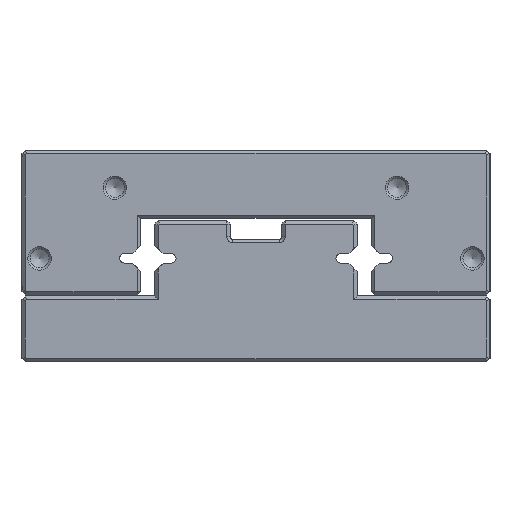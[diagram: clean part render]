
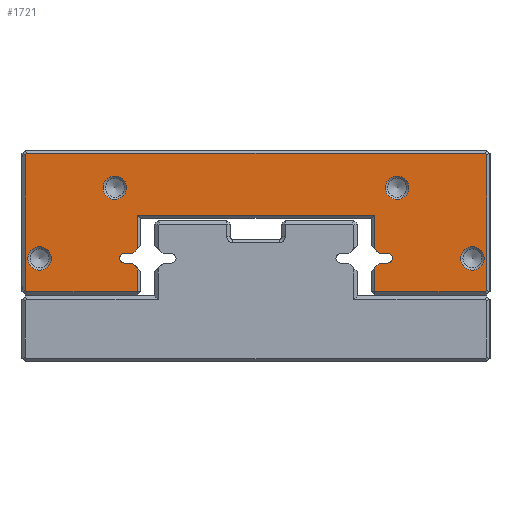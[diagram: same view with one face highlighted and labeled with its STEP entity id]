
A CAD part, left-side view. The second image highlights one B-rep face of the part: STEP entity #1721.
In plain terms, the highlighted planar face has unit normal (-1, 0, 0).
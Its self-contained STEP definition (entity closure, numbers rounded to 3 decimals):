
#841=FACE_BOUND('',#3580,.T.);
#842=FACE_BOUND('',#3581,.T.);
#843=FACE_BOUND('',#3582,.T.);
#844=FACE_BOUND('',#3583,.T.);
#845=FACE_BOUND('',#3584,.T.);
#1292=CIRCLE('',#12001,1.);
#1307=CIRCLE('',#12024,1.);
#1313=CIRCLE('',#12036,2.5);
#1314=CIRCLE('',#12037,2.5);
#1315=CIRCLE('',#12038,2.5);
#1316=CIRCLE('',#12039,2.5);
#1721=ADVANCED_FACE('',(#841,#842,#843,#844,#845),#2365,.T.);
#2365=PLANE('',#12040);
#3580=EDGE_LOOP('',(#5467,#5468,#5469,#5470,#5471,#5472,#5473,#5474,#5475,
#5476,#5477,#5478,#5479,#5480,#5481,#5482,#5483,#5484,#5485,#5486,#5487,
#5488,#5489,#5490));
#3581=EDGE_LOOP('',(#5491));
#3582=EDGE_LOOP('',(#5492));
#3583=EDGE_LOOP('',(#5493));
#3584=EDGE_LOOP('',(#5494));
#5467=ORIENTED_EDGE('',*,*,#8841,.F.);
#5468=ORIENTED_EDGE('',*,*,#8882,.T.);
#5469=ORIENTED_EDGE('',*,*,#8883,.T.);
#5470=ORIENTED_EDGE('',*,*,#8884,.T.);
#5471=ORIENTED_EDGE('',*,*,#8794,.F.);
#5472=ORIENTED_EDGE('',*,*,#8788,.F.);
#5473=ORIENTED_EDGE('',*,*,#8785,.F.);
#5474=ORIENTED_EDGE('',*,*,#8782,.F.);
#5475=ORIENTED_EDGE('',*,*,#8780,.F.);
#5476=ORIENTED_EDGE('',*,*,#8885,.T.);
#5477=ORIENTED_EDGE('',*,*,#8886,.T.);
#5478=ORIENTED_EDGE('',*,*,#8887,.T.);
#5479=ORIENTED_EDGE('',*,*,#8888,.T.);
#5480=ORIENTED_EDGE('',*,*,#8889,.T.);
#5481=ORIENTED_EDGE('',*,*,#8890,.T.);
#5482=ORIENTED_EDGE('',*,*,#8891,.T.);
#5483=ORIENTED_EDGE('',*,*,#8892,.T.);
#5484=ORIENTED_EDGE('',*,*,#8893,.T.);
#5485=ORIENTED_EDGE('',*,*,#8894,.T.);
#5486=ORIENTED_EDGE('',*,*,#8895,.T.);
#5487=ORIENTED_EDGE('',*,*,#8855,.F.);
#5488=ORIENTED_EDGE('',*,*,#8849,.F.);
#5489=ORIENTED_EDGE('',*,*,#8846,.F.);
#5490=ORIENTED_EDGE('',*,*,#8843,.F.);
#5491=ORIENTED_EDGE('',*,*,#8896,.T.);
#5492=ORIENTED_EDGE('',*,*,#8897,.T.);
#5493=ORIENTED_EDGE('',*,*,#8898,.T.);
#5494=ORIENTED_EDGE('',*,*,#8899,.T.);
#7590=VERTEX_POINT('',#17370);
#7591=VERTEX_POINT('',#17372);
#7592=VERTEX_POINT('',#17376);
#7594=VERTEX_POINT('',#17382);
#7596=VERTEX_POINT('',#17388);
#7601=VERTEX_POINT('',#17400);
#7633=VERTEX_POINT('',#17482);
#7634=VERTEX_POINT('',#17484);
#7635=VERTEX_POINT('',#17488);
#7637=VERTEX_POINT('',#17494);
#7639=VERTEX_POINT('',#17500);
#7644=VERTEX_POINT('',#17512);
#7667=VERTEX_POINT('',#17566);
#7668=VERTEX_POINT('',#17568);
#7669=VERTEX_POINT('',#17571);
#7670=VERTEX_POINT('',#17573);
#7671=VERTEX_POINT('',#17575);
#7672=VERTEX_POINT('',#17577);
#7673=VERTEX_POINT('',#17579);
#7674=VERTEX_POINT('',#17581);
#7675=VERTEX_POINT('',#17583);
#7676=VERTEX_POINT('',#17585);
#7677=VERTEX_POINT('',#17587);
#7678=VERTEX_POINT('',#17589);
#7679=VERTEX_POINT('',#17592);
#7680=VERTEX_POINT('',#17594);
#7681=VERTEX_POINT('',#17596);
#7682=VERTEX_POINT('',#17598);
#8780=EDGE_CURVE('',#7590,#7591,#10017,.T.);
#8782=EDGE_CURVE('',#7591,#7592,#10019,.T.);
#8785=EDGE_CURVE('',#7592,#7594,#1292,.T.);
#8788=EDGE_CURVE('',#7594,#7596,#10023,.T.);
#8794=EDGE_CURVE('',#7596,#7601,#10029,.T.);
#8841=EDGE_CURVE('',#7633,#7634,#10063,.T.);
#8843=EDGE_CURVE('',#7634,#7635,#10065,.T.);
#8846=EDGE_CURVE('',#7635,#7637,#1307,.T.);
#8849=EDGE_CURVE('',#7637,#7639,#10069,.T.);
#8855=EDGE_CURVE('',#7639,#7644,#10075,.T.);
#8882=EDGE_CURVE('',#7633,#7667,#10098,.T.);
#8883=EDGE_CURVE('',#7667,#7668,#10099,.T.);
#8884=EDGE_CURVE('',#7668,#7601,#10100,.T.);
#8885=EDGE_CURVE('',#7590,#7669,#10101,.T.);
#8886=EDGE_CURVE('',#7669,#7670,#10102,.T.);
#8887=EDGE_CURVE('',#7670,#7671,#10103,.T.);
#8888=EDGE_CURVE('',#7671,#7672,#10104,.T.);
#8889=EDGE_CURVE('',#7672,#7673,#10105,.T.);
#8890=EDGE_CURVE('',#7673,#7674,#10106,.T.);
#8891=EDGE_CURVE('',#7674,#7675,#10107,.T.);
#8892=EDGE_CURVE('',#7675,#7676,#10108,.T.);
#8893=EDGE_CURVE('',#7676,#7677,#10109,.T.);
#8894=EDGE_CURVE('',#7677,#7678,#10110,.T.);
#8895=EDGE_CURVE('',#7678,#7644,#10111,.T.);
#8896=EDGE_CURVE('',#7679,#7679,#1313,.T.);
#8897=EDGE_CURVE('',#7680,#7680,#1314,.T.);
#8898=EDGE_CURVE('',#7681,#7681,#1315,.T.);
#8899=EDGE_CURVE('',#7682,#7682,#1316,.T.);
#10017=LINE('',#17371,#10999);
#10019=LINE('',#17375,#11001);
#10023=LINE('',#17387,#11005);
#10029=LINE('',#17399,#11011);
#10063=LINE('',#17483,#11045);
#10065=LINE('',#17487,#11047);
#10069=LINE('',#17499,#11051);
#10075=LINE('',#17511,#11057);
#10098=LINE('',#17565,#11080);
#10099=LINE('',#17567,#11081);
#10100=LINE('',#17569,#11082);
#10101=LINE('',#17570,#11083);
#10102=LINE('',#17572,#11084);
#10103=LINE('',#17574,#11085);
#10104=LINE('',#17576,#11086);
#10105=LINE('',#17578,#11087);
#10106=LINE('',#17580,#11088);
#10107=LINE('',#17582,#11089);
#10108=LINE('',#17584,#11090);
#10109=LINE('',#17586,#11091);
#10110=LINE('',#17588,#11092);
#10111=LINE('',#17590,#11093);
#10999=VECTOR('',#13825,1.);
#11001=VECTOR('',#13829,1.);
#11005=VECTOR('',#13841,1.);
#11011=VECTOR('',#13849,1.);
#11045=VECTOR('',#13917,1.);
#11047=VECTOR('',#13921,1.);
#11051=VECTOR('',#13933,1.);
#11057=VECTOR('',#13941,1.);
#11080=VECTOR('',#13980,1.);
#11081=VECTOR('',#13981,1.);
#11082=VECTOR('',#13982,1.);
#11083=VECTOR('',#13983,1.);
#11084=VECTOR('',#13984,1.);
#11085=VECTOR('',#13985,1.);
#11086=VECTOR('',#13986,1.);
#11087=VECTOR('',#13987,1.);
#11088=VECTOR('',#13988,1.);
#11089=VECTOR('',#13989,1.);
#11090=VECTOR('',#13990,1.);
#11091=VECTOR('',#13991,1.);
#11092=VECTOR('',#13992,1.);
#11093=VECTOR('',#13993,1.);
#12001=AXIS2_PLACEMENT_3D('',#17381,#13834,#13835);
#12024=AXIS2_PLACEMENT_3D('',#17493,#13926,#13927);
#12036=AXIS2_PLACEMENT_3D('',#17591,#13994,#13995);
#12037=AXIS2_PLACEMENT_3D('',#17593,#13996,#13997);
#12038=AXIS2_PLACEMENT_3D('',#17595,#13998,#13999);
#12039=AXIS2_PLACEMENT_3D('',#17597,#14000,#14001);
#12040=AXIS2_PLACEMENT_3D('',#17599,#14002,#14003);
#13825=DIRECTION('',(0.,-0.707,0.707));
#13829=DIRECTION('',(0.,-1.,0.));
#13834=DIRECTION('',(-1.,0.,0.));
#13835=DIRECTION('',(0.,0.,-1.));
#13841=DIRECTION('',(0.,1.,0.));
#13849=DIRECTION('',(0.,0.707,0.707));
#13917=DIRECTION('',(0.,0.707,-0.707));
#13921=DIRECTION('',(0.,1.,0.));
#13926=DIRECTION('',(-1.,0.,0.));
#13927=DIRECTION('',(0.,0.,1.));
#13933=DIRECTION('',(0.,-1.,0.));
#13941=DIRECTION('',(0.,-0.707,-0.707));
#13980=DIRECTION('',(0.,0.,1.));
#13981=DIRECTION('',(0.,-1.,0.));
#13982=DIRECTION('',(0.,0.,-1.));
#13983=DIRECTION('',(0.,0.,-1.));
#13984=DIRECTION('',(0.,-1.,0.));
#13985=DIRECTION('',(0.,-0.707,0.707));
#13986=DIRECTION('',(0.,0.,1.));
#13987=DIRECTION('',(0.,0.707,0.707));
#13988=DIRECTION('',(0.,1.,0.));
#13989=DIRECTION('',(0.,0.707,-0.707));
#13990=DIRECTION('',(0.,0.,-1.));
#13991=DIRECTION('',(0.,-0.707,-0.707));
#13992=DIRECTION('',(0.,-1.,0.));
#13993=DIRECTION('',(0.,0.,1.));
#13994=DIRECTION('',(1.,0.,0.));
#13995=DIRECTION('',(0.,0.,-1.));
#13996=DIRECTION('',(1.,0.,0.));
#13997=DIRECTION('',(0.,0.,-1.));
#13998=DIRECTION('',(1.,0.,0.));
#13999=DIRECTION('',(0.,0.,-1.));
#14000=DIRECTION('',(1.,0.,0.));
#14001=DIRECTION('',(0.,0.,-1.));
#14002=DIRECTION('',(-1.,0.,0.));
#14003=DIRECTION('',(0.,0.,1.));
#17370=CARTESIAN_POINT('',(80.,24.55,19.957));
#17371=CARTESIAN_POINT('',(80.,25.25,19.257));
#17372=CARTESIAN_POINT('',(80.,23.507,21.));
#17375=CARTESIAN_POINT('',(80.,23.507,21.));
#17376=CARTESIAN_POINT('',(80.,21.75,21.));
#17381=CARTESIAN_POINT('',(80.,21.75,22.));
#17382=CARTESIAN_POINT('',(80.,21.75,23.));
#17387=CARTESIAN_POINT('',(80.,21.75,23.));
#17388=CARTESIAN_POINT('',(80.,23.507,23.));
#17399=CARTESIAN_POINT('',(80.,23.507,23.));
#17400=CARTESIAN_POINT('',(80.,24.55,24.043));
#17482=CARTESIAN_POINT('',(80.,74.95,24.043));
#17483=CARTESIAN_POINT('',(80.,74.25,24.743));
#17484=CARTESIAN_POINT('',(80.,75.993,23.));
#17487=CARTESIAN_POINT('',(80.,75.993,23.));
#17488=CARTESIAN_POINT('',(80.,77.75,23.));
#17493=CARTESIAN_POINT('',(80.,77.75,22.));
#17494=CARTESIAN_POINT('',(80.,77.75,21.));
#17499=CARTESIAN_POINT('',(80.,77.75,21.));
#17500=CARTESIAN_POINT('',(80.,75.993,21.));
#17511=CARTESIAN_POINT('',(80.,75.993,21.));
#17512=CARTESIAN_POINT('',(80.,74.95,19.957));
#17565=CARTESIAN_POINT('',(80.,74.95,30.5));
#17566=CARTESIAN_POINT('',(80.,74.95,31.2));
#17567=CARTESIAN_POINT('',(80.,25.25,31.2));
#17568=CARTESIAN_POINT('',(80.,24.55,31.2));
#17569=CARTESIAN_POINT('',(80.,24.55,24.743));
#17570=CARTESIAN_POINT('',(80.,24.55,14.2));
#17571=CARTESIAN_POINT('',(80.,24.55,14.9));
#17572=CARTESIAN_POINT('',(80.,0.7,14.9));
#17573=CARTESIAN_POINT('',(80.,0.99,14.9));
#17574=CARTESIAN_POINT('',(80.,7.82,8.07));
#17575=CARTESIAN_POINT('',(80.,0.7,15.19));
#17576=CARTESIAN_POINT('',(80.,0.7,44.3));
#17577=CARTESIAN_POINT('',(80.,0.7,44.01));
#17578=CARTESIAN_POINT('',(80.,0.22,43.53));
#17579=CARTESIAN_POINT('',(80.,0.99,44.3));
#17580=CARTESIAN_POINT('',(80.,98.8,44.3));
#17581=CARTESIAN_POINT('',(80.,98.51,44.3));
#17582=CARTESIAN_POINT('',(80.,71.28,71.53));
#17583=CARTESIAN_POINT('',(80.,98.8,44.01));
#17584=CARTESIAN_POINT('',(80.,98.8,14.9));
#17585=CARTESIAN_POINT('',(80.,98.8,15.19));
#17586=CARTESIAN_POINT('',(80.,63.68,-19.93));
#17587=CARTESIAN_POINT('',(80.,98.51,14.9));
#17588=CARTESIAN_POINT('',(80.,74.25,14.9));
#17589=CARTESIAN_POINT('',(80.,74.95,14.9));
#17590=CARTESIAN_POINT('',(80.,74.95,19.257));
#17591=CARTESIAN_POINT('',(80.,95.75,22.));
#17592=CARTESIAN_POINT('',(80.,95.75,19.5));
#17593=CARTESIAN_POINT('',(80.,3.75,22.));
#17594=CARTESIAN_POINT('',(80.,3.75,19.5));
#17595=CARTESIAN_POINT('',(80.,19.75,37.));
#17596=CARTESIAN_POINT('',(80.,19.75,34.5));
#17597=CARTESIAN_POINT('',(80.,79.75,37.));
#17598=CARTESIAN_POINT('',(80.,79.75,34.5));
#17599=CARTESIAN_POINT('',(80.,21.75,22.));
